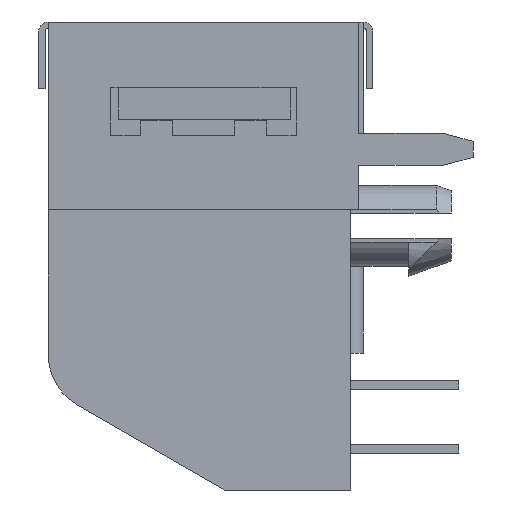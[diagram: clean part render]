
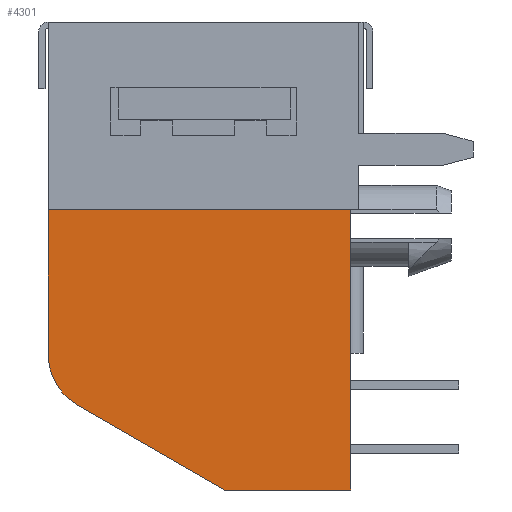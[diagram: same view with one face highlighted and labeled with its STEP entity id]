
A CAD part, left-side view. The second image highlights one B-rep face of the part: STEP entity #4301.
In plain terms, the highlighted planar face has unit normal (-1, 0, 0).
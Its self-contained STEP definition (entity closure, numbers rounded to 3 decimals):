
#72=DIRECTION('',(0.,1.,0.));
#73=VECTOR('',#72,12.065);
#74=CARTESIAN_POINT('',(-7.658,-5.779,-7.488));
#75=LINE('',#74,#73);
#76=DIRECTION('',(0.,0.,-1.));
#77=VECTOR('',#76,11.181);
#78=CARTESIAN_POINT('',(-7.658,-5.779,-7.488));
#79=LINE('',#78,#77);
#80=DIRECTION('',(0.,1.,0.));
#81=VECTOR('',#80,5.029);
#82=CARTESIAN_POINT('',(-7.658,-5.779,-18.669));
#83=LINE('',#82,#81);
#84=DIRECTION('',(0.,0.866,0.5));
#85=VECTOR('',#84,6.775);
#86=CARTESIAN_POINT('',(-7.658,-0.749,-18.669));
#87=LINE('',#86,#85);
#88=CARTESIAN_POINT('',(-7.658,3.95,-13.258));
#89=DIRECTION('',(1.,0.,0.));
#90=DIRECTION('',(0.,0.5,-0.866));
#91=AXIS2_PLACEMENT_3D('',#88,#89,#90);
#93=DIRECTION('',(0.,0.,1.));
#94=VECTOR('',#93,5.77);
#95=CARTESIAN_POINT('',(-7.658,6.287,-13.258));
#96=LINE('',#95,#94);
#3284=CARTESIAN_POINT('',(-7.658,-5.779,-18.669));
#3285=CARTESIAN_POINT('',(-7.658,-0.749,-18.669));
#3286=VERTEX_POINT('',#3284);
#3287=VERTEX_POINT('',#3285);
#3288=CARTESIAN_POINT('',(-7.658,5.118,-15.281));
#3289=VERTEX_POINT('',#3288);
#3296=CARTESIAN_POINT('',(-7.658,6.287,-13.258));
#3297=VERTEX_POINT('',#3296);
#3458=CARTESIAN_POINT('',(-7.658,-5.779,-7.488));
#3459=CARTESIAN_POINT('',(-7.658,6.287,-7.488));
#3460=VERTEX_POINT('',#3458);
#3461=VERTEX_POINT('',#3459);
#4282=CARTESIAN_POINT('',(-7.658,0.,0.));
#4283=DIRECTION('',(1.,0.,0.));
#4284=DIRECTION('',(0.,0.,-1.));
#4285=AXIS2_PLACEMENT_3D('',#4282,#4283,#4284);
#4286=PLANE('',#4285);
#4288=ORIENTED_EDGE('',*,*,#4287,.F.);
#4290=ORIENTED_EDGE('',*,*,#4289,.T.);
#4292=ORIENTED_EDGE('',*,*,#4291,.T.);
#4294=ORIENTED_EDGE('',*,*,#4293,.T.);
#4296=ORIENTED_EDGE('',*,*,#4295,.T.);
#4298=ORIENTED_EDGE('',*,*,#4297,.T.);
#4299=EDGE_LOOP('',(#4288,#4290,#4292,#4294,#4296,#4298));
#4300=FACE_OUTER_BOUND('',#4299,.F.);
#4301=ADVANCED_FACE('',(#4300),#4286,.F.);
#92=CIRCLE('',#91,2.337);
#4287=EDGE_CURVE('',#3460,#3461,#75,.T.);
#4289=EDGE_CURVE('',#3460,#3286,#79,.T.);
#4291=EDGE_CURVE('',#3286,#3287,#83,.T.);
#4293=EDGE_CURVE('',#3287,#3289,#87,.T.);
#4295=EDGE_CURVE('',#3289,#3297,#92,.T.);
#4297=EDGE_CURVE('',#3297,#3461,#96,.T.);
